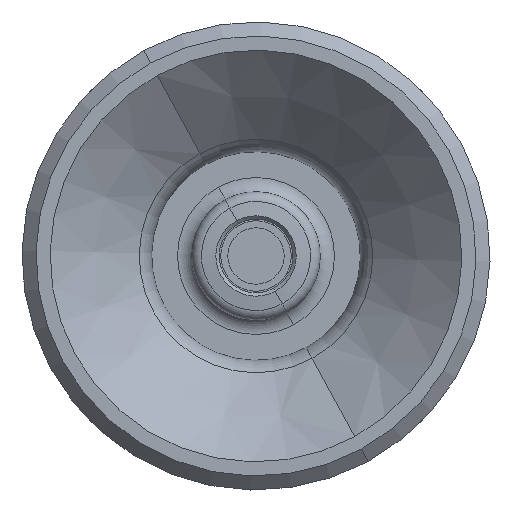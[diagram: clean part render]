
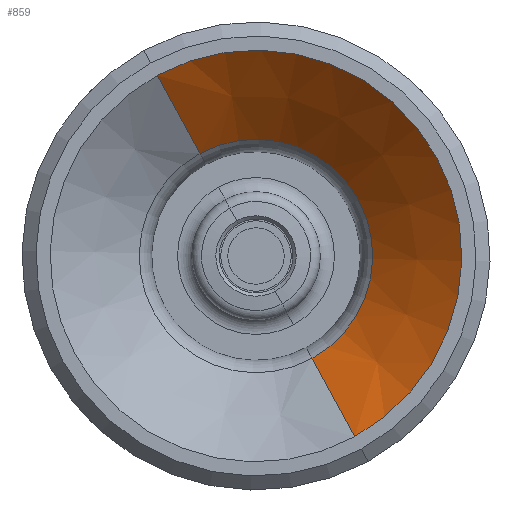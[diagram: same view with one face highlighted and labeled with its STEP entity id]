
A CAD part, left-side view. The second image highlights one B-rep face of the part: STEP entity #859.
In plain terms, the highlighted conical face has half-angle 46.667 degrees and reference radius 2.071 mm.
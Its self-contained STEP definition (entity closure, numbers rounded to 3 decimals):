
#800=AXIS2_PLACEMENT_3D('Circle Axis2P3D',#798,#799,$) ;
#832=AXIS2_PLACEMENT_3D('Cone Axis2P3D',#829,#830,#831) ;
#843=AXIS2_PLACEMENT_3D('Circle Axis2P3D',#841,#842,$) ;
#795=CARTESIAN_POINT('Vertex',(-2.61,-0.993,-1.817)) ;
#798=CARTESIAN_POINT('Axis2P3D Location',(-2.61,0.,0.)) ;
#802=CARTESIAN_POINT('Vertex',(-2.61,0.993,1.817)) ;
#829=CARTESIAN_POINT('Axis2P3D Location',(-2.61,0.,0.)) ;
#834=CARTESIAN_POINT('Line Origine',(-3.355,-1.371,-2.51)) ;
#838=CARTESIAN_POINT('Vertex',(-4.1,-1.75,-3.203)) ;
#841=CARTESIAN_POINT('Axis2P3D Location',(-4.1,0.,0.)) ;
#845=CARTESIAN_POINT('Vertex',(-4.1,1.75,3.203)) ;
#848=CARTESIAN_POINT('Line Origine',(-3.355,1.371,2.51)) ;
#799=DIRECTION('Axis2P3D Direction',(-1.,0.,0.)) ;
#830=DIRECTION('Axis2P3D Direction',(-1.,0.,0.)) ;
#831=DIRECTION('Axis2P3D XDirection',(0.,0.479,0.878)) ;
#835=DIRECTION('Vector Direction',(-0.686,-0.349,-0.638)) ;
#842=DIRECTION('Axis2P3D Direction',(-1.,0.,0.)) ;
#849=DIRECTION('Vector Direction',(-0.686,0.349,0.638)) ;
#836=VECTOR('Line Direction',#835,1.) ;
#850=VECTOR('Line Direction',#849,1.) ;
#854=ORIENTED_EDGE('',*,*,#804,.F.) ;
#855=ORIENTED_EDGE('',*,*,#840,.T.) ;
#856=ORIENTED_EDGE('',*,*,#847,.T.) ;
#857=ORIENTED_EDGE('',*,*,#852,.F.) ;
#859=ADVANCED_FACE('',(#858),#833,.F.) ;
#801=CIRCLE('generated circle',#800,2.071) ;
#844=CIRCLE('generated circle',#843,3.65) ;
#833=CONICAL_SURFACE('Cone',#832,2.071,0.814) ;
#804=EDGE_CURVE('',#796,#803,#801,.T.) ;
#840=EDGE_CURVE('',#796,#839,#837,.T.) ;
#847=EDGE_CURVE('',#839,#846,#844,.T.) ;
#852=EDGE_CURVE('',#803,#846,#851,.T.) ;
#853=EDGE_LOOP('',(#854,#855,#856,#857)) ;
#858=FACE_OUTER_BOUND('',#853,.T.) ;
#837=LINE('Line',#834,#836) ;
#851=LINE('Line',#848,#850) ;
#796=VERTEX_POINT('',#795) ;
#803=VERTEX_POINT('',#802) ;
#839=VERTEX_POINT('',#838) ;
#846=VERTEX_POINT('',#845) ;
